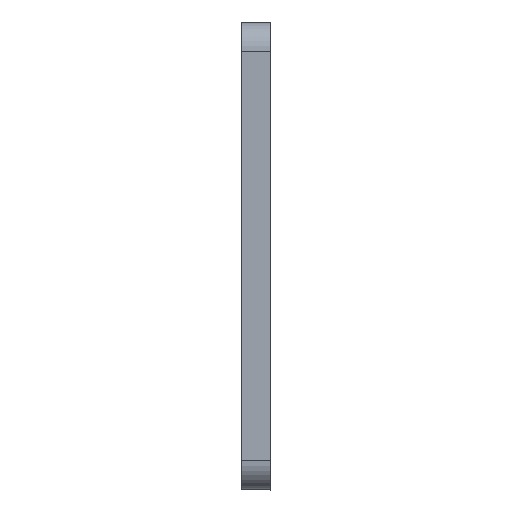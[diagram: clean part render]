
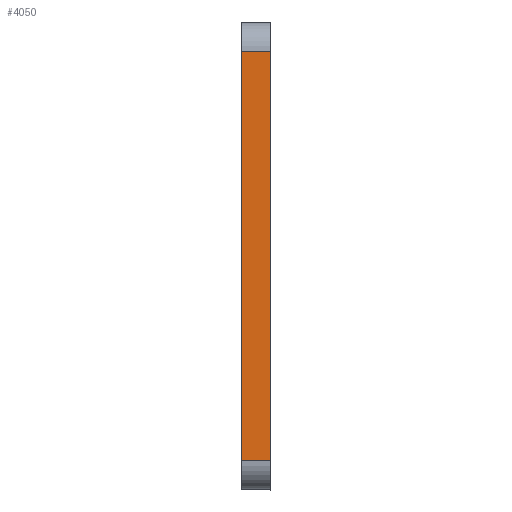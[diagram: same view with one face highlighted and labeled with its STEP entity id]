
A CAD part, left-side view. The second image highlights one B-rep face of the part: STEP entity #4050.
In plain terms, the highlighted planar face has unit normal (-1, 0, 0).
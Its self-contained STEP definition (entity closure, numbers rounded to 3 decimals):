
#1023=FACE_OUTER_BOUND('',#1202,.T.);
#1202=EDGE_LOOP('',(#3491,#3492,#3493,#3494));
#1717=LINE('',#6854,#1910);
#1718=LINE('',#6857,#1911);
#1719=LINE('',#6859,#1912);
#1720=LINE('',#6860,#1913);
#1910=VECTOR('',#5782,10.);
#1911=VECTOR('',#5785,10.);
#1912=VECTOR('',#5786,10.);
#1913=VECTOR('',#5787,10.);
#2264=VERTEX_POINT('',#6850);
#2265=VERTEX_POINT('',#6852);
#2266=VERTEX_POINT('',#6856);
#2267=VERTEX_POINT('',#6858);
#2789=EDGE_CURVE('',#2264,#2265,#1717,.T.);
#2790=EDGE_CURVE('',#2264,#2266,#1718,.T.);
#2791=EDGE_CURVE('',#2267,#2265,#1719,.T.);
#2792=EDGE_CURVE('',#2266,#2267,#1720,.T.);
#3491=ORIENTED_EDGE('',*,*,#2790,.F.);
#3492=ORIENTED_EDGE('',*,*,#2789,.T.);
#3493=ORIENTED_EDGE('',*,*,#2791,.F.);
#3494=ORIENTED_EDGE('',*,*,#2792,.F.);
#3874=PLANE('',#4576);
#4050=ADVANCED_FACE('',(#1023),#3874,.T.);
#4576=AXIS2_PLACEMENT_3D('',#6855,#5783,#5784);
#5782=DIRECTION('',(0.,-1.,0.));
#5783=DIRECTION('center_axis',(-1.,0.,0.));
#5784=DIRECTION('ref_axis',(0.,0.,-1.));
#5785=DIRECTION('',(0.,0.,1.));
#5786=DIRECTION('',(0.,0.,-1.));
#5787=DIRECTION('',(0.,-1.,0.));
#6850=CARTESIAN_POINT('',(-209.994,122.024,124.886));
#6852=CARTESIAN_POINT('',(-209.994,112.024,124.886));
#6854=CARTESIAN_POINT('',(-209.994,122.024,124.886));
#6855=CARTESIAN_POINT('Origin',(-209.994,122.024,264.886));
#6856=CARTESIAN_POINT('',(-209.994,122.024,264.886));
#6857=CARTESIAN_POINT('',(-209.994,122.024,154.886));
#6858=CARTESIAN_POINT('',(-209.994,112.024,264.886));
#6859=CARTESIAN_POINT('',(-209.994,112.024,154.886));
#6860=CARTESIAN_POINT('',(-209.994,122.024,264.886));
